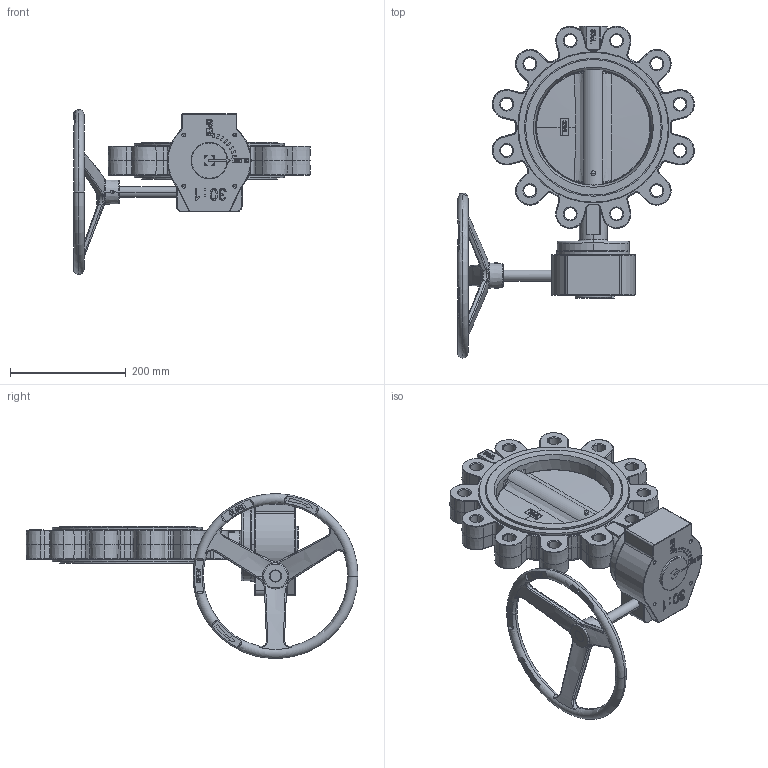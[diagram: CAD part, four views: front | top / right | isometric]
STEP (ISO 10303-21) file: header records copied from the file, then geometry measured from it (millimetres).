
FILE_DESCRIPTION (( 'STEP AP203' ), '1' );
FILE_NAME ('L9 DN200 + RM PN25.STEP', '2023-11-21T07:51:44', ( '' ), ( '' ), 'SwSTEP 2.0', 'SolidWorks 2023', '' );
FILE_SCHEMA (( 'CONFIG_CONTROL_DESIGN' ));
Products named in the file (1): L9 DN200 + RM PN25
Bounding box: 409.12 x 573.5 x 285 mm (x, y, z)
Volume: 5221148.2 mm3; surface area: 517530.4 mm2
Topology: 1 solids, 7 shells, 1405 faces, 3489 edges, 2168 vertices
Faces by surface type: plane 503, bspline 257, cone 234, cylinder 217, torus 190, sphere 4
Entity records: 69942 total; most frequent: CARTESIAN_POINT 38028, ORIENTED_EDGE 6922, DIRECTION 6148, EDGE_CURVE 3461, AXIS2_PLACEMENT_3D 2241, VERTEX_POINT 2168, LINE 1666, VECTOR 1666
